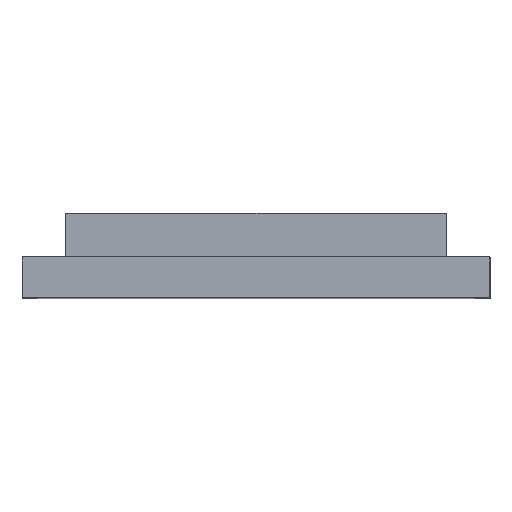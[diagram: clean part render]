
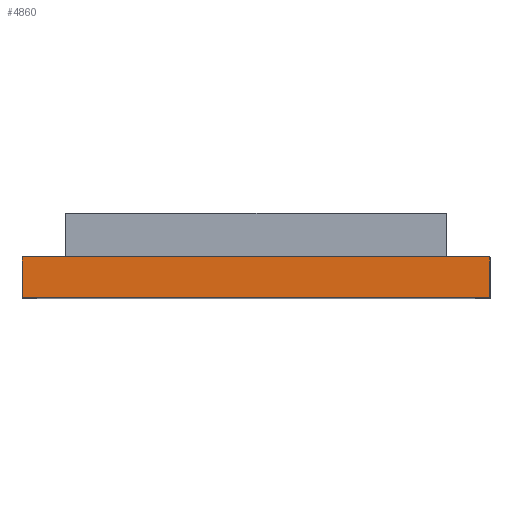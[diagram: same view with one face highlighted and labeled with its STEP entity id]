
A CAD part, top view. The second image highlights one B-rep face of the part: STEP entity #4860.
In plain terms, the highlighted planar face has unit normal (0, 0, 1).
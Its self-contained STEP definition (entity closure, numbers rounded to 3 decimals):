
#246=FACE_OUTER_BOUND('',#524,.T.);
#524=EDGE_LOOP('',(#3607,#3608,#3609,#3610));
#941=LINE('',#7283,#1576);
#942=LINE('',#7286,#1577);
#943=LINE('',#7288,#1578);
#944=LINE('',#7289,#1579);
#1576=VECTOR('',#5895,10.);
#1577=VECTOR('',#5898,10.);
#1578=VECTOR('',#5899,10.);
#1579=VECTOR('',#5900,10.);
#2148=VERTEX_POINT('',#7279);
#2149=VERTEX_POINT('',#7281);
#2150=VERTEX_POINT('',#7285);
#2151=VERTEX_POINT('',#7287);
#2700=EDGE_CURVE('',#2148,#2149,#941,.T.);
#2701=EDGE_CURVE('',#2150,#2148,#942,.T.);
#2702=EDGE_CURVE('',#2151,#2149,#943,.T.);
#2703=EDGE_CURVE('',#2150,#2151,#944,.T.);
#3607=ORIENTED_EDGE('',*,*,#2701,.T.);
#3608=ORIENTED_EDGE('',*,*,#2700,.T.);
#3609=ORIENTED_EDGE('',*,*,#2702,.F.);
#3610=ORIENTED_EDGE('',*,*,#2703,.F.);
#4601=PLANE('',#5195);
#4860=ADVANCED_FACE('',(#246),#4601,.T.);
#5195=AXIS2_PLACEMENT_3D('',#7284,#5896,#5897);
#5895=DIRECTION('',(0.,1.,0.));
#5896=DIRECTION('center_axis',(0.,0.,1.));
#5897=DIRECTION('ref_axis',(1.,0.,0.));
#5898=DIRECTION('',(1.,0.,0.));
#5899=DIRECTION('',(1.,0.,0.));
#5900=DIRECTION('',(0.,1.,0.));
#7279=CARTESIAN_POINT('',(-9.,0.,25.));
#7281=CARTESIAN_POINT('',(-9.,1.4,25.));
#7283=CARTESIAN_POINT('',(-9.,0.,25.));
#7284=CARTESIAN_POINT('Origin',(-25.,0.,25.));
#7285=CARTESIAN_POINT('',(-25.,0.,25.));
#7286=CARTESIAN_POINT('',(-25.,0.,25.));
#7287=CARTESIAN_POINT('',(-25.,1.4,25.));
#7288=CARTESIAN_POINT('',(-25.,1.4,25.));
#7289=CARTESIAN_POINT('',(-25.,0.,25.));
